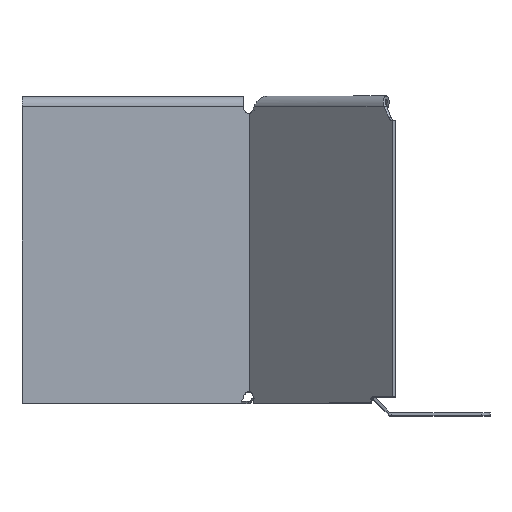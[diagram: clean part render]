
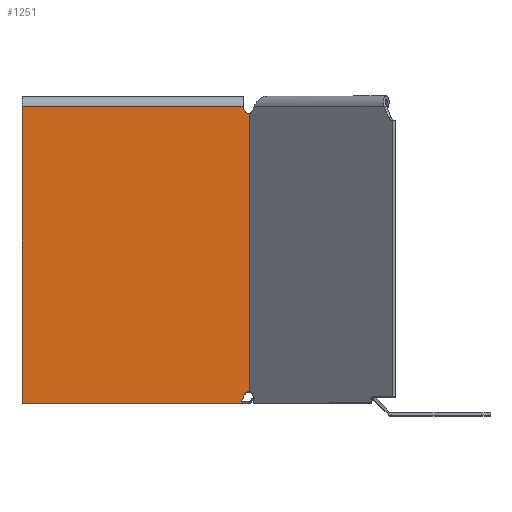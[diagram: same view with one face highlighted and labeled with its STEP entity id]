
A CAD part, top view. The second image highlights one B-rep face of the part: STEP entity #1251.
In plain terms, the highlighted face is planar.
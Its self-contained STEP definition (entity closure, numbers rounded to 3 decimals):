
#95 = CARTESIAN_POINT ( 'NONE',  ( -79.049, 3.985, -6.75 ) ) ;
#338 = EDGE_CURVE ( 'NONE', #5439, #5041, #2645, .T. ) ;
#343 = CARTESIAN_POINT ( 'NONE',  ( -76.95, 1.47, -6.75 ) ) ;
#404 = CARTESIAN_POINT ( 'NONE',  ( -76.443, 0.306, -6.75 ) ) ;
#631 = LINE ( 'NONE', #5192, #4383 ) ;
#645 = DIRECTION ( 'NONE',  ( 0., 0., 1. ) ) ;
#677 = PLANE ( 'NONE',  #4657 ) ;
#700 = CARTESIAN_POINT ( 'NONE',  ( -76.361, 0., -6.75 ) ) ;
#712 = ORIENTED_EDGE ( 'NONE', *, *, #4771, .F. ) ;
#904 = CARTESIAN_POINT ( 'NONE',  ( -79.187, 101., -6.75 ) ) ;
#945 = CARTESIAN_POINT ( 'NONE',  ( -76.8, 1.19, -6.75 ) ) ;
#1049 = EDGE_CURVE ( 'NONE', #1434, #4002, #3723, .T. ) ;
#1093 = ORIENTED_EDGE ( 'NONE', *, *, #3802, .T. ) ;
#1154 = B_SPLINE_CURVE_WITH_KNOTS ( 'NONE', 3,
 ( #2022, #4238, #5147, #3306 ),
 .UNSPECIFIED., .F., .F.,
 ( 4, 4 ),
 ( 0.002, 0.002 ),
 .UNSPECIFIED. ) ;
#1165 = DIRECTION ( 'NONE',  ( 0., 1., 0. ) ) ;
#1250 = CARTESIAN_POINT ( 'NONE',  ( -79.35, 103.25, -6.75 ) ) ;
#1251 = ADVANCED_FACE ( 'NONE', ( #2487 ), #677, .F. ) ;
#1253 = DIRECTION ( 'NONE',  ( 0., 0., -1. ) ) ;
#1434 = VERTEX_POINT ( 'NONE', #4408 ) ;
#1519 = ORIENTED_EDGE ( 'NONE', *, *, #2500, .F. ) ;
#1553 = CARTESIAN_POINT ( 'NONE',  ( -206.54, 103.25, -6.75 ) ) ;
#1694 = CARTESIAN_POINT ( 'NONE',  ( -76.361, 0., -6.75 ) ) ;
#2022 = CARTESIAN_POINT ( 'NONE',  ( -78.98, 101.031, -6.75 ) ) ;
#2139 = VECTOR ( 'NONE', #3202, 1000. ) ;
#2143 = VERTEX_POINT ( 'NONE', #4990 ) ;
#2319 = AXIS2_PLACEMENT_3D ( 'NONE', #1250, #4663, #1165 ) ;
#2328 = CARTESIAN_POINT ( 'NONE',  ( 0., 0., -6.75 ) ) ;
#2353 = CARTESIAN_POINT ( 'NONE',  ( -78.98, 3.969, -6.75 ) ) ;
#2487 = FACE_OUTER_BOUND ( 'NONE', #5156, .T. ) ;
#2500 = EDGE_CURVE ( 'NONE', #3686, #5736, #631, .T. ) ;
#2547 = AXIS2_PLACEMENT_3D ( 'NONE', #5252, #1253, #2612 ) ;
#2612 = DIRECTION ( 'NONE',  ( 0., 1., 0. ) ) ;
#2645 = LINE ( 'NONE', #3956, #4461 ) ;
#2663 = B_SPLINE_CURVE_WITH_KNOTS ( 'NONE', 3,
 ( #2353, #95, #4043, #3140 ),
 .UNSPECIFIED., .F., .F.,
 ( 4, 4 ),
 ( 0.002, 0.002 ),
 .UNSPECIFIED. ) ;
#2726 = VECTOR ( 'NONE', #2903, 1000. ) ;
#2824 = VECTOR ( 'NONE', #4697, 1000. ) ;
#2903 = DIRECTION ( 'NONE',  ( 0., -1., 0. ) ) ;
#2916 = DIRECTION ( 'NONE',  ( 0., -1., 0. ) ) ;
#2958 = VERTEX_POINT ( 'NONE', #4250 ) ;
#3033 = CARTESIAN_POINT ( 'NONE',  ( -76.547, 0.607, -6.75 ) ) ;
#3140 = CARTESIAN_POINT ( 'NONE',  ( -79.187, 4., -6.75 ) ) ;
#3202 = DIRECTION ( 'NONE',  ( 0., 1., 0. ) ) ;
#3244 = ORIENTED_EDGE ( 'NONE', *, *, #4125, .F. ) ;
#3306 = CARTESIAN_POINT ( 'NONE',  ( -79.187, 101., -6.75 ) ) ;
#3348 = EDGE_CURVE ( 'NONE', #2958, #5041, #5310, .T. ) ;
#3361 = CARTESIAN_POINT ( 'NONE',  ( -78.98, 3.969, -6.75 ) ) ;
#3583 = EDGE_CURVE ( 'NONE', #1434, #3725, #3787, .T. ) ;
#3686 = VERTEX_POINT ( 'NONE', #904 ) ;
#3723 = CIRCLE ( 'NONE', #2319, 2.25 ) ;
#3725 = VERTEX_POINT ( 'NONE', #5285 ) ;
#3755 = ORIENTED_EDGE ( 'NONE', *, *, #338, .T. ) ;
#3787 = LINE ( 'NONE', #1553, #2824 ) ;
#3798 = EDGE_CURVE ( 'NONE', #2143, #3725, #3926, .T. ) ;
#3802 = EDGE_CURVE ( 'NONE', #4111, #5736, #2663, .T. ) ;
#3926 = LINE ( 'NONE', #5723, #2139 ) ;
#3956 = CARTESIAN_POINT ( 'NONE',  ( -206.54, 0., -6.75 ) ) ;
#4002 = VERTEX_POINT ( 'NONE', #5291 ) ;
#4043 = CARTESIAN_POINT ( 'NONE',  ( -79.118, 4., -6.75 ) ) ;
#4111 = VERTEX_POINT ( 'NONE', #3361 ) ;
#4125 = EDGE_CURVE ( 'NONE', #4002, #3686, #1154, .T. ) ;
#4238 = CARTESIAN_POINT ( 'NONE',  ( -79.049, 101.015, -6.75 ) ) ;
#4250 = CARTESIAN_POINT ( 'NONE',  ( -77.1, 1.75, -6.75 ) ) ;
#4300 = ORIENTED_EDGE ( 'NONE', *, *, #3583, .T. ) ;
#4383 = VECTOR ( 'NONE', #2916, 1000. ) ;
#4404 = ORIENTED_EDGE ( 'NONE', *, *, #5588, .T. ) ;
#4408 = CARTESIAN_POINT ( 'NONE',  ( -77.1, 103.25, -6.75 ) ) ;
#4461 = VECTOR ( 'NONE', #5747, 1000. ) ;
#4490 = ORIENTED_EDGE ( 'NONE', *, *, #3348, .F. ) ;
#4536 = ORIENTED_EDGE ( 'NONE', *, *, #1049, .F. ) ;
#4651 = CARTESIAN_POINT ( 'NONE',  ( -206.54, 0., -6.75 ) ) ;
#4657 = AXIS2_PLACEMENT_3D ( 'NONE', #4651, #645, #5503 ) ;
#4663 = DIRECTION ( 'NONE',  ( 0., 0., -1. ) ) ;
#4697 = DIRECTION ( 'NONE',  ( 1., 0., 0. ) ) ;
#4736 = ORIENTED_EDGE ( 'NONE', *, *, #3798, .F. ) ;
#4771 = EDGE_CURVE ( 'NONE', #4111, #2958, #5354, .T. ) ;
#4990 = CARTESIAN_POINT ( 'NONE',  ( 0., 1.75, -6.75 ) ) ;
#5041 = VERTEX_POINT ( 'NONE', #700 ) ;
#5043 = LINE ( 'NONE', #5074, #2726 ) ;
#5074 = CARTESIAN_POINT ( 'NONE',  ( 0., 1.75, -6.75 ) ) ;
#5147 = CARTESIAN_POINT ( 'NONE',  ( -79.118, 101., -6.75 ) ) ;
#5156 = EDGE_LOOP ( 'NONE', ( #712, #1093, #1519, #3244, #4536, #4300, #4736, #4404, #3755, #4490 ) ) ;
#5157 = CARTESIAN_POINT ( 'NONE',  ( -79.187, 4., -6.75 ) ) ;
#5192 = CARTESIAN_POINT ( 'NONE',  ( -79.187, 0., -6.75 ) ) ;
#5252 = CARTESIAN_POINT ( 'NONE',  ( -79.35, 1.75, -6.75 ) ) ;
#5285 = CARTESIAN_POINT ( 'NONE',  ( 0., 103.25, -6.75 ) ) ;
#5291 = CARTESIAN_POINT ( 'NONE',  ( -78.98, 101.031, -6.75 ) ) ;
#5310 = B_SPLINE_CURVE_WITH_KNOTS ( 'NONE', 3,
 ( #5787, #343, #945, #3033, #404, #1694 ),
 .UNSPECIFIED., .F., .F.,
 ( 4, 2, 4 ),
 ( 0.005, 0.006, 0.006 ),
 .UNSPECIFIED. ) ;
#5354 = CIRCLE ( 'NONE', #2547, 2.25 ) ;
#5439 = VERTEX_POINT ( 'NONE', #2328 ) ;
#5503 = DIRECTION ( 'NONE',  ( -1., 0., 0. ) ) ;
#5588 = EDGE_CURVE ( 'NONE', #2143, #5439, #5043, .T. ) ;
#5723 = CARTESIAN_POINT ( 'NONE',  ( 0., 0., -6.75 ) ) ;
#5736 = VERTEX_POINT ( 'NONE', #5157 ) ;
#5747 = DIRECTION ( 'NONE',  ( -1., 0., 0. ) ) ;
#5787 = CARTESIAN_POINT ( 'NONE',  ( -77.1, 1.75, -6.75 ) ) ;
